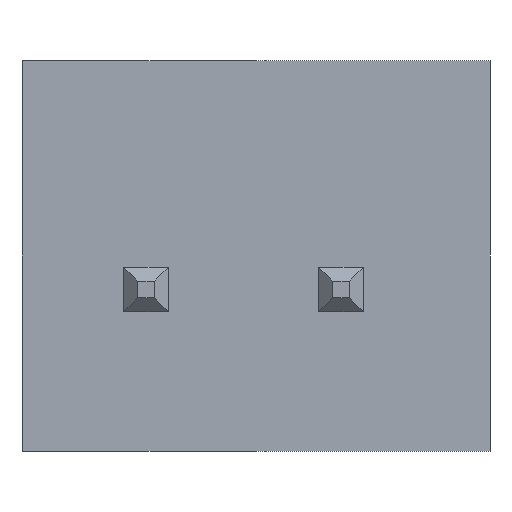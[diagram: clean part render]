
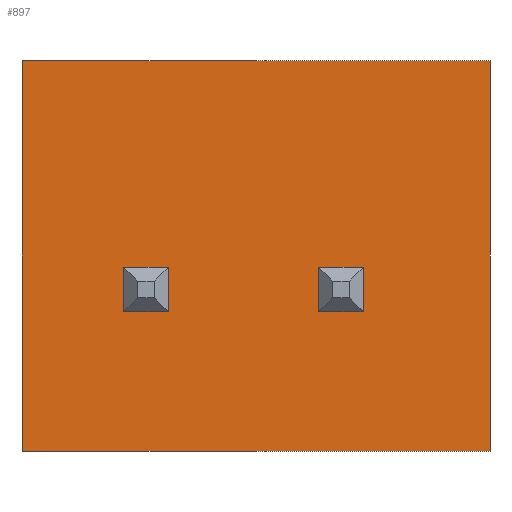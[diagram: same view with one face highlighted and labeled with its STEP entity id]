
A CAD part, front view. The second image highlights one B-rep face of the part: STEP entity #897.
In plain terms, the highlighted planar face has unit normal (0, -1, 0).
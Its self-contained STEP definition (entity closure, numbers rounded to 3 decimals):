
#18=FACE_BOUND('',#87,.T.);
#19=FACE_BOUND('',#88,.T.);
#30=FACE_OUTER_BOUND('',#86,.T.);
#86=EDGE_LOOP('',(#606,#607,#608,#609));
#87=EDGE_LOOP('',(#610,#611,#612,#613));
#88=EDGE_LOOP('',(#614,#615,#616,#617));
#132=LINE('',#1235,#248);
#134=LINE('',#1240,#250);
#139=LINE('',#1248,#255);
#173=LINE('',#1314,#289);
#174=LINE('',#1317,#290);
#175=LINE('',#1319,#291);
#176=LINE('',#1321,#292);
#177=LINE('',#1322,#293);
#178=LINE('',#1325,#294);
#179=LINE('',#1327,#295);
#180=LINE('',#1329,#296);
#181=LINE('',#1330,#297);
#248=VECTOR('',#1011,10.);
#250=VECTOR('',#1015,1000.);
#255=VECTOR('',#1022,10.);
#289=VECTOR('',#1072,1000.);
#290=VECTOR('',#1073,1000.);
#291=VECTOR('',#1074,1000.);
#292=VECTOR('',#1075,1000.);
#293=VECTOR('',#1076,1000.);
#294=VECTOR('',#1077,1000.);
#295=VECTOR('',#1078,1000.);
#296=VECTOR('',#1079,1000.);
#297=VECTOR('',#1080,1000.);
#364=VERTEX_POINT('',#1232);
#365=VERTEX_POINT('',#1234);
#366=VERTEX_POINT('',#1238);
#367=VERTEX_POINT('',#1239);
#394=VERTEX_POINT('',#1315);
#395=VERTEX_POINT('',#1316);
#396=VERTEX_POINT('',#1318);
#397=VERTEX_POINT('',#1320);
#398=VERTEX_POINT('',#1323);
#399=VERTEX_POINT('',#1324);
#400=VERTEX_POINT('',#1326);
#401=VERTEX_POINT('',#1328);
#436=EDGE_CURVE('',#364,#365,#132,.T.);
#438=EDGE_CURVE('',#366,#367,#134,.T.);
#443=EDGE_CURVE('',#367,#364,#139,.T.);
#477=EDGE_CURVE('',#365,#366,#173,.T.);
#478=EDGE_CURVE('',#394,#395,#174,.T.);
#479=EDGE_CURVE('',#395,#396,#175,.T.);
#480=EDGE_CURVE('',#396,#397,#176,.T.);
#481=EDGE_CURVE('',#397,#394,#177,.T.);
#482=EDGE_CURVE('',#398,#399,#178,.T.);
#483=EDGE_CURVE('',#399,#400,#179,.T.);
#484=EDGE_CURVE('',#400,#401,#180,.T.);
#485=EDGE_CURVE('',#401,#398,#181,.T.);
#606=ORIENTED_EDGE('',*,*,#443,.F.);
#607=ORIENTED_EDGE('',*,*,#438,.F.);
#608=ORIENTED_EDGE('',*,*,#477,.F.);
#609=ORIENTED_EDGE('',*,*,#436,.F.);
#610=ORIENTED_EDGE('',*,*,#478,.T.);
#611=ORIENTED_EDGE('',*,*,#479,.T.);
#612=ORIENTED_EDGE('',*,*,#480,.T.);
#613=ORIENTED_EDGE('',*,*,#481,.T.);
#614=ORIENTED_EDGE('',*,*,#482,.T.);
#615=ORIENTED_EDGE('',*,*,#483,.T.);
#616=ORIENTED_EDGE('',*,*,#484,.T.);
#617=ORIENTED_EDGE('',*,*,#485,.T.);
#792=PLANE('',#963);
#897=ADVANCED_FACE('',(#30,#18,#19),#792,.T.);
#963=AXIS2_PLACEMENT_3D('',#1313,#1070,#1071);
#1011=DIRECTION('',(0.,0.,1.));
#1015=DIRECTION('',(0.,0.,-1.));
#1022=DIRECTION('',(-1.,0.,0.));
#1070=DIRECTION('center_axis',(0.,-1.,0.));
#1071=DIRECTION('ref_axis',(0.,0.,-1.));
#1072=DIRECTION('',(1.,0.,0.));
#1073=DIRECTION('',(1.,0.,0.));
#1074=DIRECTION('',(0.,0.,-1.));
#1075=DIRECTION('',(-1.,0.,0.));
#1076=DIRECTION('',(0.,0.,1.));
#1077=DIRECTION('',(1.,0.,0.));
#1078=DIRECTION('',(0.,0.,-1.));
#1079=DIRECTION('',(-1.,0.,0.));
#1080=DIRECTION('',(0.,0.,1.));
#1232=CARTESIAN_POINT('',(-2.225,0.,-3.5));
#1234=CARTESIAN_POINT('',(-2.225,0.,3.5));
#1235=CARTESIAN_POINT('',(-2.225,0.,0.));
#1238=CARTESIAN_POINT('',(6.175,0.,3.5));
#1239=CARTESIAN_POINT('',(6.175,0.,-3.5));
#1240=CARTESIAN_POINT('',(6.175,0.,3.5));
#1248=CARTESIAN_POINT('',(-2.,0.,-3.5));
#1313=CARTESIAN_POINT('Origin',(5.95,0.,-3.5));
#1314=CARTESIAN_POINT('',(-5.95,0.,3.5));
#1315=CARTESIAN_POINT('',(3.1,0.,-0.2));
#1316=CARTESIAN_POINT('',(3.9,0.,-0.2));
#1317=CARTESIAN_POINT('',(5.95,0.,-0.2));
#1318=CARTESIAN_POINT('',(3.9,0.,-1.));
#1319=CARTESIAN_POINT('',(3.9,0.,-3.5));
#1320=CARTESIAN_POINT('',(3.1,0.,-1.));
#1321=CARTESIAN_POINT('',(5.95,0.,-1.));
#1322=CARTESIAN_POINT('',(3.1,0.,-3.5));
#1323=CARTESIAN_POINT('',(-0.4,0.,-0.2));
#1324=CARTESIAN_POINT('',(0.4,0.,-0.2));
#1325=CARTESIAN_POINT('',(5.95,0.,-0.2));
#1326=CARTESIAN_POINT('',(0.4,0.,-1.));
#1327=CARTESIAN_POINT('',(0.4,0.,-3.5));
#1328=CARTESIAN_POINT('',(-0.4,0.,-1.));
#1329=CARTESIAN_POINT('',(5.95,0.,-1.));
#1330=CARTESIAN_POINT('',(-0.4,0.,-3.5));
